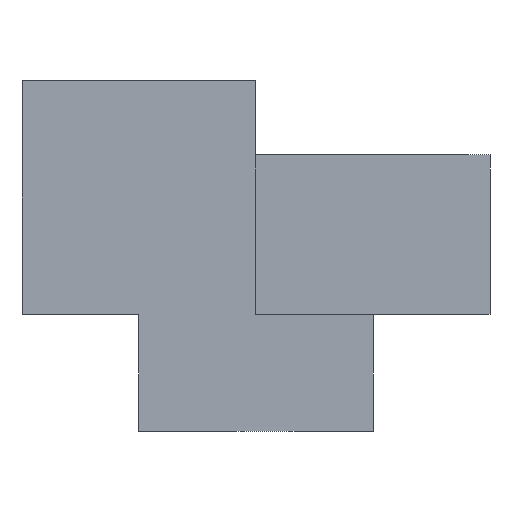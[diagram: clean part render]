
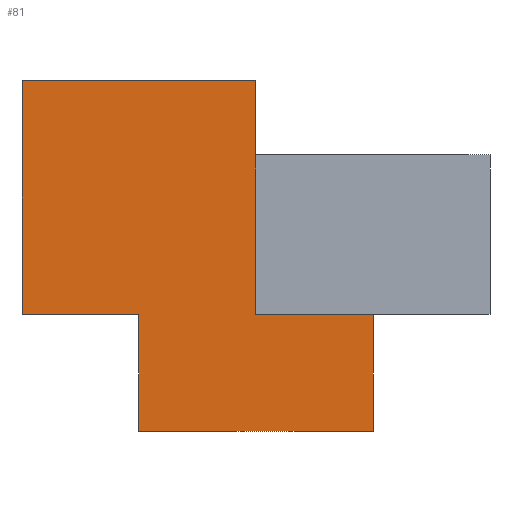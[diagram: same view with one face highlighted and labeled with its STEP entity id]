
A CAD part, front view. The second image highlights one B-rep face of the part: STEP entity #81.
In plain terms, the highlighted planar face has unit normal (0, -1, 0).
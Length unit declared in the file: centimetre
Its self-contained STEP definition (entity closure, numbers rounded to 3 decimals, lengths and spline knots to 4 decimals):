
#14=B_SPLINE_CURVE_WITH_KNOTS('',1,(#650,#651),.UNSPECIFIED.,.F.,.F.,(2,
2),(-66.,-55.),.UNSPECIFIED.);
#18=B_SPLINE_CURVE_WITH_KNOTS('',1,(#658,#659),.UNSPECIFIED.,.F.,.F.,(2,
2),(-55.,-49.5),.UNSPECIFIED.);
#21=B_SPLINE_CURVE_WITH_KNOTS('',1,(#664,#665),.UNSPECIFIED.,.F.,.F.,(2,
2),(-49.5,-44.),.UNSPECIFIED.);
#24=B_SPLINE_CURVE_WITH_KNOTS('',1,(#670,#671),.UNSPECIFIED.,.F.,.F.,(2,
2),(-44.,-33.),.UNSPECIFIED.);
#27=B_SPLINE_CURVE_WITH_KNOTS('',1,(#676,#677),.UNSPECIFIED.,.F.,.F.,(2,
2),(-33.,-27.5),.UNSPECIFIED.);
#29=B_SPLINE_CURVE_WITH_KNOTS('',1,(#680,#681),.UNSPECIFIED.,.F.,.F.,(2,
2),(-27.5,-22.),.UNSPECIFIED.);
#32=B_SPLINE_CURVE_WITH_KNOTS('',1,(#686,#687),.UNSPECIFIED.,.F.,.F.,(2,
2),(-22.,-14.5),.UNSPECIFIED.);
#34=B_SPLINE_CURVE_WITH_KNOTS('',1,(#690,#691),.UNSPECIFIED.,.F.,.F.,(2,
2),(-11.,0.),.UNSPECIFIED.);
#59=B_SPLINE_CURVE_WITH_KNOTS('',1,(#740,#741),.UNSPECIFIED.,.F.,.F.,(2,
2),(-14.5,-11.),.UNSPECIFIED.);
#81=ADVANCED_FACE('',(#107),#381,.T.);
#107=FACE_OUTER_BOUND('',#133,.T.);
#133=EDGE_LOOP('',(#200,#201,#202,#203,#204,#205,#206,#207,#208));
#200=ORIENTED_EDGE('',*,*,#277,.T.);
#201=ORIENTED_EDGE('',*,*,#281,.T.);
#202=ORIENTED_EDGE('',*,*,#284,.T.);
#203=ORIENTED_EDGE('',*,*,#287,.T.);
#204=ORIENTED_EDGE('',*,*,#290,.T.);
#205=ORIENTED_EDGE('',*,*,#292,.T.);
#206=ORIENTED_EDGE('',*,*,#295,.T.);
#207=ORIENTED_EDGE('',*,*,#322,.T.);
#208=ORIENTED_EDGE('',*,*,#297,.T.);
#277=EDGE_CURVE('',#343,#342,#14,.T.);
#281=EDGE_CURVE('',#342,#345,#18,.T.);
#284=EDGE_CURVE('',#345,#347,#21,.T.);
#287=EDGE_CURVE('',#347,#349,#24,.T.);
#290=EDGE_CURVE('',#349,#351,#27,.T.);
#292=EDGE_CURVE('',#351,#353,#29,.T.);
#295=EDGE_CURVE('',#353,#371,#32,.T.);
#297=EDGE_CURVE('',#355,#343,#34,.T.);
#322=EDGE_CURVE('',#371,#355,#59,.T.);
#342=VERTEX_POINT('',#616);
#343=VERTEX_POINT('',#617);
#345=VERTEX_POINT('',#619);
#347=VERTEX_POINT('',#621);
#349=VERTEX_POINT('',#623);
#351=VERTEX_POINT('',#625);
#353=VERTEX_POINT('',#627);
#355=VERTEX_POINT('',#629);
#371=VERTEX_POINT('',#645);
#381=PLANE('',#427);
#427=AXIS2_PLACEMENT_3D('',#601,#452,$);
#452=DIRECTION('',(0.,-1.,0.));
#601=CARTESIAN_POINT('',(-6.948,15.3679,11.));
#616=CARTESIAN_POINT('',(-23.448,15.3679,0.));
#617=CARTESIAN_POINT('',(-23.448,15.3679,11.));
#619=CARTESIAN_POINT('',(-17.948,15.3679,0.));
#621=CARTESIAN_POINT('',(-17.948,15.3679,-5.5));
#623=CARTESIAN_POINT('',(-6.948,15.3679,-5.5));
#625=CARTESIAN_POINT('',(-6.948,15.3679,0.));
#627=CARTESIAN_POINT('',(-12.448,15.3679,0.));
#629=CARTESIAN_POINT('',(-12.448,15.3679,11.));
#645=CARTESIAN_POINT('',(-12.448,15.3679,7.5));
#650=CARTESIAN_POINT('',(-23.448,15.3679,11.));
#651=CARTESIAN_POINT('',(-23.448,15.3679,0.));
#658=CARTESIAN_POINT('',(-23.448,15.3679,0.));
#659=CARTESIAN_POINT('',(-17.948,15.3679,0.));
#664=CARTESIAN_POINT('',(-17.948,15.3679,0.));
#665=CARTESIAN_POINT('',(-17.948,15.3679,-5.5));
#670=CARTESIAN_POINT('',(-17.948,15.3679,-5.5));
#671=CARTESIAN_POINT('',(-6.948,15.3679,-5.5));
#676=CARTESIAN_POINT('',(-6.948,15.3679,-5.5));
#677=CARTESIAN_POINT('',(-6.948,15.3679,0.));
#680=CARTESIAN_POINT('',(-6.948,15.3679,0.));
#681=CARTESIAN_POINT('',(-12.448,15.3679,0.));
#686=CARTESIAN_POINT('',(-12.448,15.3679,0.));
#687=CARTESIAN_POINT('',(-12.448,15.3679,7.5));
#690=CARTESIAN_POINT('',(-12.448,15.3679,11.));
#691=CARTESIAN_POINT('',(-23.448,15.3679,11.));
#740=CARTESIAN_POINT('',(-12.448,15.3679,7.5));
#741=CARTESIAN_POINT('',(-12.448,15.3679,11.));
